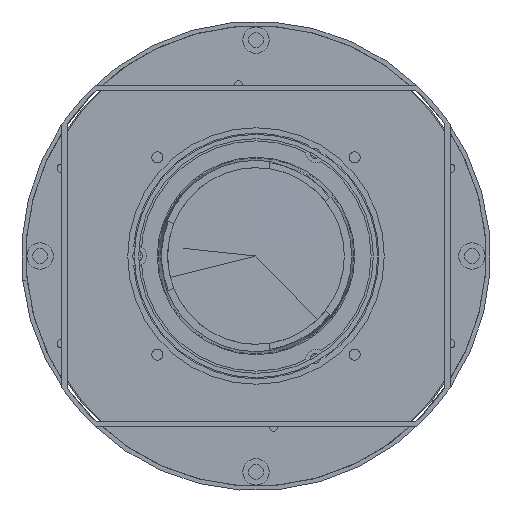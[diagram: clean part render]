
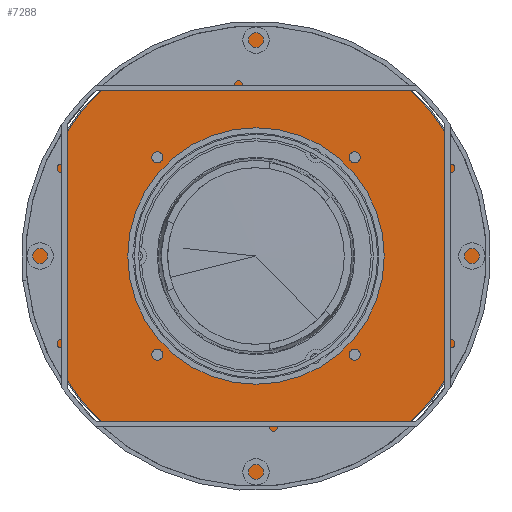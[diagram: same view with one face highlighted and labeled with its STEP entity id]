
A CAD part, front view. The second image highlights one B-rep face of the part: STEP entity #7288.
In plain terms, the highlighted face is planar.
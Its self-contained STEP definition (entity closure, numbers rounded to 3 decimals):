
#7031=CARTESIAN_POINT('',(0.,10.,0.));
#7032=DIRECTION('',(0.,-1.,0.));
#7033=DIRECTION('',(1.,0.,0.));
#7034=AXIS2_PLACEMENT_3D('',#7031,#7032,#7033);
#7036=CARTESIAN_POINT('',(0.,10.,0.));
#7037=DIRECTION('',(0.,-1.,0.));
#7038=DIRECTION('',(-1.,0.,0.));
#7039=AXIS2_PLACEMENT_3D('',#7036,#7037,#7038);
#7041=CARTESIAN_POINT('',(-45.,10.,-45.));
#7042=DIRECTION('',(0.,-1.,0.));
#7043=DIRECTION('',(1.,0.,0.));
#7044=AXIS2_PLACEMENT_3D('',#7041,#7042,#7043);
#7046=CARTESIAN_POINT('',(-45.,10.,-45.));
#7047=DIRECTION('',(0.,-1.,0.));
#7048=DIRECTION('',(-1.,0.,0.));
#7049=AXIS2_PLACEMENT_3D('',#7046,#7047,#7048);
#7051=CARTESIAN_POINT('',(-45.,10.,45.));
#7052=DIRECTION('',(0.,-1.,0.));
#7053=DIRECTION('',(1.,0.,0.));
#7054=AXIS2_PLACEMENT_3D('',#7051,#7052,#7053);
#7056=CARTESIAN_POINT('',(-45.,10.,45.));
#7057=DIRECTION('',(0.,-1.,0.));
#7058=DIRECTION('',(-1.,0.,0.));
#7059=AXIS2_PLACEMENT_3D('',#7056,#7057,#7058);
#7061=CARTESIAN_POINT('',(45.,10.,45.));
#7062=DIRECTION('',(0.,-1.,0.));
#7063=DIRECTION('',(1.,0.,0.));
#7064=AXIS2_PLACEMENT_3D('',#7061,#7062,#7063);
#7066=CARTESIAN_POINT('',(45.,10.,45.));
#7067=DIRECTION('',(0.,-1.,0.));
#7068=DIRECTION('',(-1.,0.,0.));
#7069=AXIS2_PLACEMENT_3D('',#7066,#7067,#7068);
#7071=CARTESIAN_POINT('',(45.,10.,-45.));
#7072=DIRECTION('',(0.,-1.,0.));
#7073=DIRECTION('',(1.,0.,0.));
#7074=AXIS2_PLACEMENT_3D('',#7071,#7072,#7073);
#7076=CARTESIAN_POINT('',(45.,10.,-45.));
#7077=DIRECTION('',(0.,-1.,0.));
#7078=DIRECTION('',(-1.,0.,0.));
#7079=AXIS2_PLACEMENT_3D('',#7076,#7077,#7078);
#7081=CARTESIAN_POINT('',(0.,10.,0.));
#7082=DIRECTION('',(0.,1.,0.));
#7083=DIRECTION('',(1.,0.,0.));
#7084=AXIS2_PLACEMENT_3D('',#7081,#7082,#7083);
#7086=CARTESIAN_POINT('',(0.,10.,0.));
#7087=DIRECTION('',(0.,1.,0.));
#7088=DIRECTION('',(-1.,0.,0.));
#7089=AXIS2_PLACEMENT_3D('',#7086,#7087,#7088);
#7151=CARTESIAN_POINT('',(58.5,10.,0.));
#7152=CARTESIAN_POINT('',(-58.5,10.,0.));
#7153=VERTEX_POINT('',#7151);
#7154=VERTEX_POINT('',#7152);
#7155=CARTESIAN_POINT('',(-42.5,10.,-45.));
#7156=CARTESIAN_POINT('',(-47.5,10.,-45.));
#7157=VERTEX_POINT('',#7155);
#7158=VERTEX_POINT('',#7156);
#7159=CARTESIAN_POINT('',(-42.5,10.,45.));
#7160=CARTESIAN_POINT('',(-47.5,10.,45.));
#7161=VERTEX_POINT('',#7159);
#7162=VERTEX_POINT('',#7160);
#7163=CARTESIAN_POINT('',(47.5,10.,45.));
#7164=CARTESIAN_POINT('',(42.5,10.,45.));
#7165=VERTEX_POINT('',#7163);
#7166=VERTEX_POINT('',#7164);
#7167=CARTESIAN_POINT('',(47.5,10.,-45.));
#7168=CARTESIAN_POINT('',(42.5,10.,-45.));
#7169=VERTEX_POINT('',#7167);
#7170=VERTEX_POINT('',#7168);
#7175=CARTESIAN_POINT('',(103.5,10.,0.));
#7176=CARTESIAN_POINT('',(-103.5,10.,0.));
#7177=VERTEX_POINT('',#7175);
#7178=VERTEX_POINT('',#7176);
#7249=CARTESIAN_POINT('',(0.,10.,0.));
#7250=DIRECTION('',(0.,1.,0.));
#7251=DIRECTION('',(1.,0.,0.));
#7252=AXIS2_PLACEMENT_3D('',#7249,#7250,#7251);
#7253=PLANE('',#7252);
#7255=ORIENTED_EDGE('',*,*,#7254,.F.);
#7257=ORIENTED_EDGE('',*,*,#7256,.F.);
#7258=EDGE_LOOP('',(#7255,#7257));
#7259=FACE_OUTER_BOUND('',#7258,.F.);
#7261=ORIENTED_EDGE('',*,*,#7260,.F.);
#7263=ORIENTED_EDGE('',*,*,#7262,.F.);
#7264=EDGE_LOOP('',(#7261,#7263));
#7265=FACE_BOUND('',#7264,.F.);
#7267=ORIENTED_EDGE('',*,*,#7266,.F.);
#7269=ORIENTED_EDGE('',*,*,#7268,.F.);
#7270=EDGE_LOOP('',(#7267,#7269));
#7271=FACE_BOUND('',#7270,.F.);
#7273=ORIENTED_EDGE('',*,*,#7272,.F.);
#7275=ORIENTED_EDGE('',*,*,#7274,.F.);
#7276=EDGE_LOOP('',(#7273,#7275));
#7277=FACE_BOUND('',#7276,.F.);
#7279=ORIENTED_EDGE('',*,*,#7278,.F.);
#7281=ORIENTED_EDGE('',*,*,#7280,.F.);
#7282=EDGE_LOOP('',(#7279,#7281));
#7283=FACE_BOUND('',#7282,.F.);
#7284=ORIENTED_EDGE('',*,*,#7229,.F.);
#7285=ORIENTED_EDGE('',*,*,#7243,.F.);
#7286=EDGE_LOOP('',(#7284,#7285));
#7287=FACE_BOUND('',#7286,.F.);
#7035=CIRCLE('',#7034,58.5);
#7040=CIRCLE('',#7039,58.5);
#7045=CIRCLE('',#7044,2.5);
#7050=CIRCLE('',#7049,2.5);
#7055=CIRCLE('',#7054,2.5);
#7060=CIRCLE('',#7059,2.5);
#7065=CIRCLE('',#7064,2.5);
#7070=CIRCLE('',#7069,2.5);
#7075=CIRCLE('',#7074,2.5);
#7080=CIRCLE('',#7079,2.5);
#7085=CIRCLE('',#7084,103.5);
#7090=CIRCLE('',#7089,103.5);
#7229=EDGE_CURVE('',#7153,#7154,#7035,.T.);
#7243=EDGE_CURVE('',#7154,#7153,#7040,.T.);
#7254=EDGE_CURVE('',#7177,#7178,#7085,.T.);
#7256=EDGE_CURVE('',#7178,#7177,#7090,.T.);
#7260=EDGE_CURVE('',#7157,#7158,#7045,.T.);
#7262=EDGE_CURVE('',#7158,#7157,#7050,.T.);
#7266=EDGE_CURVE('',#7161,#7162,#7055,.T.);
#7268=EDGE_CURVE('',#7162,#7161,#7060,.T.);
#7272=EDGE_CURVE('',#7165,#7166,#7065,.T.);
#7274=EDGE_CURVE('',#7166,#7165,#7070,.T.);
#7278=EDGE_CURVE('',#7169,#7170,#7075,.T.);
#7280=EDGE_CURVE('',#7170,#7169,#7080,.T.);
#7288=ADVANCED_FACE('',(#7259,#7265,#7271,#7277,#7283,#7287),#7253,.T.);
